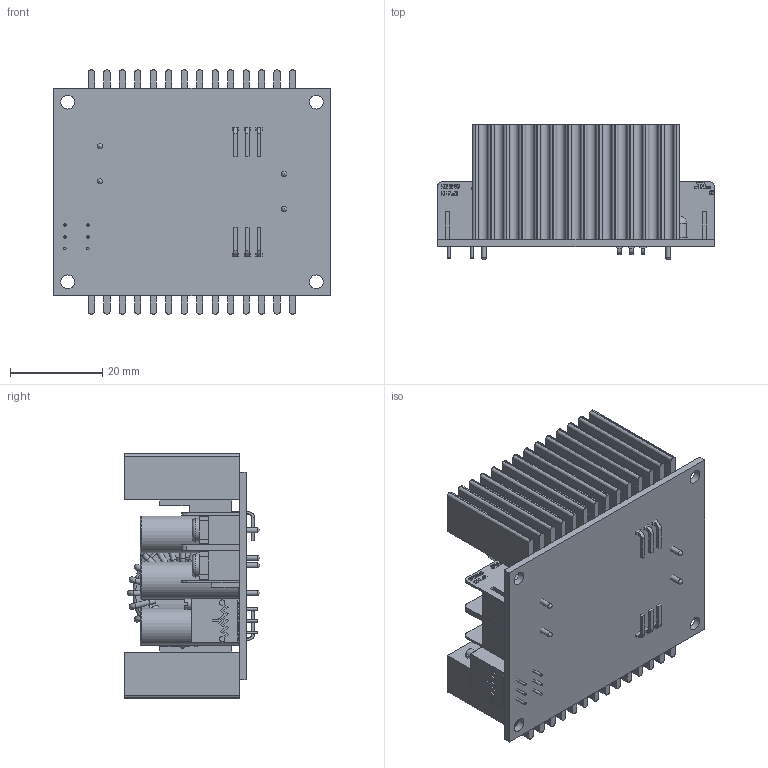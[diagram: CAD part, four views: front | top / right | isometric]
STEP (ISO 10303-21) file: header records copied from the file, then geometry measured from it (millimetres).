
FILE_DESCRIPTION(/* description */ (''),/* implementation_level */ '2;1');
FILE_NAME(/* name */ 'DC-DC Step Down Buck Converter CC-CV 300W 20A.step',/* time_stamp */ '2021-04-14T15:04:33+07:00',/* author */ (''),/* organization */ (''),/* preprocessor_version */ 'ST-DEVELOPER v18.1',/* originating_system */ 'Autodesk Translation Framework v10.6.0.1341',/* authorisation */ '');
FILE_SCHEMA (('AUTOMOTIVE_DESIGN { 1 0 10303 214 3 1 1 }'));
Length unit declared in the file: millimetre
Products named in the file (41): DC-DC Step Dwon Buck Converter CC-CV 300W 20A; heatsink; pcb board; 2-pin terminal; 2-pin terminal_1; Base; Arandela; Tornillo; Terminal; potentiometer; inductor; Component35; Component16; Component17; Component18; Component19; Component20; Component21; Component22; Component23; Component24; Component25; Component26; Component27; Component28; Component29; Component30; Component31; Component32; Component33; Component34; Component11; Component12; Component13; Component14; Component15; elco-a; elco-b; transistor; led ...
Assembly tree (56 placements, depth 3):
  DC-DC Step Dwon Buck Converter CC-CV 300W 20A
    heatsink  x2
    pcb board
    2-pin terminal
      Base
      Arandela  x2
      Tornillo  x2
      Terminal  x2
    2-pin terminal_1
      Base
      Arandela  x2
      Tornillo  x2
      Terminal  x2
    potentiometer  x2
    inductor
      Component35
      Component16
      Component17
      Component18
      Component19
      Component20
      Component21
      Component22
      Component23
      Component24
      Component25
      Component26
      Component27
      Component28
      Component29
      Component30
      Component31
      Component32
      Component33
      Component34
      Component11
      Component12
      Component13
      Component14
      Component15
    elco-a  x2
    elco-b  x3
    transistor  x2
    led
    switch
Bounding box: 60 x 29.45 x 53 mm (x, y, z)
Volume: 31569.7 mm3; surface area: 33157.4 mm2
Topology: 53 solids, 53 shells, 1816 faces, 4691 edges, 3040 vertices
Faces by surface type: plane 1171, cylinder 270, bspline 248, torus 118, sphere 5, cone 4
Full cylindrical faces by diameter (mm): 0.51 x6, 1.1 x4, 1.2 x100, 2.18 x2, 3 x5, 3.2 x1, 3.8 x2, 5 x4, 6 x3, 7 x2, 8 x3, 10 x2, 14.4 x1, 21.6 x1
Entity records: 37523 total; most frequent: CARTESIAN_POINT 12448, ORIENTED_EDGE 4974, DIRECTION 4649, EDGE_CURVE 2487, LINE 1723, VECTOR 1723, VERTEX_POINT 1582, AXIS2_PLACEMENT_3D 1463
